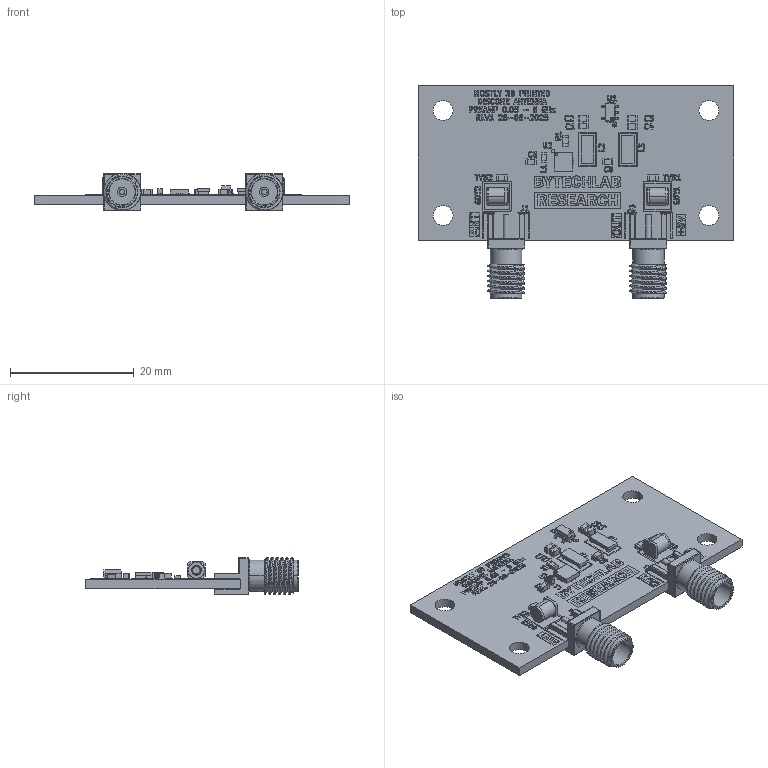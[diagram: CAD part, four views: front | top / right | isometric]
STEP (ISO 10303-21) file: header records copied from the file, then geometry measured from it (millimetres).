
FILE_DESCRIPTION(('KiCad electronic assembly'),'2;1');
FILE_NAME('PREAMP_PCB.step','2025-08-13T23:08:27',('Pcbnew'),('Kicad'), 'Open CASCADE STEP processor 7.9','KiCad to STEP converter','Unknown' );
FILE_SCHEMA(('AUTOMOTIVE_DESIGN { 1 0 10303 214 1 1 1 1 }'));
Length unit declared in the file: millimetre
Products named in the file (32): PREAMP_PCB 1; kicad_embedded_AF53ECB398E4EB83F4DB7513C7E66ADB; kicad_embedded_58FAB470A1E653965DBA7634B3A30C80; kicad_embedded_1C9C9A1E310F6A3E4F7E73613D0DE863; kicad_embedded_B6F5508EADCC2CC228289B67A1678EBE; Body; ThermalPin; PinsArrayLR; PinsArrayTB; kicad_embedded_97E8DD9E3C95D06D5F928557DB7F59B4; kicad_embedded_E3F4CA87D5B743FA4485FD5496ABCF2D; kicad_embedded_718FAD33851AB51843FA9FAC90BBF0B5; Rect1; Rect2; Rect3; Rect4; Rect5; Rect6; Rect7; Rect8; Rect9; Rect10; Rect11; Rect12; Rect13; Rect14; Rect15; Rect16; Rect17; kicad_embedded_CC80B7AC80E2613677E769BE56643C0D; PREAMP_PCB_silkscreen; PREAMP_PCB_PCB
Assembly tree (41 placements, depth 3):
  PREAMP_PCB 1
    kicad_embedded_AF53ECB398E4EB83F4DB7513C7E66ADB  x2
    kicad_embedded_58FAB470A1E653965DBA7634B3A30C80  x6
    kicad_embedded_1C9C9A1E310F6A3E4F7E73613D0DE863  x2
    kicad_embedded_B6F5508EADCC2CC228289B67A1678EBE
      Body
      ThermalPin
      PinsArrayLR
      PinsArrayTB
    kicad_embedded_97E8DD9E3C95D06D5F928557DB7F59B4  x2
    kicad_embedded_E3F4CA87D5B743FA4485FD5496ABCF2D  x3
    kicad_embedded_718FAD33851AB51843FA9FAC90BBF0B5
      Rect1
      Rect2
      Rect3
      Rect4
      Rect5
      Rect6
      Rect7
      Rect8
      Rect9
      Rect10
      Rect11
      Rect12
      Rect13
      Rect14
      Rect15
      Rect16
      Rect17
    kicad_embedded_CC80B7AC80E2613677E769BE56643C0D
    PREAMP_PCB_silkscreen
    PREAMP_PCB_PCB
Bounding box: 51 x 34.38 x 6.05 mm (x, y, z)
Volume: 2341.6 mm3; surface area: 4130.8 mm2
Topology: 48 solids, 189 shells, 1023 faces, 5530 edges, 4740 vertices
Faces by surface type: plane 712, cylinder 205, torus 54, sphere 38, bspline 14
Full cylindrical faces by diameter (mm): 0.375 x1, 3.2 x4
Entity records: 48383 total; most frequent: CARTESIAN_POINT 11192, DIRECTION 6833, ORIENTED_EDGE 5840, EDGE_CURVE 4671, VERTEX_POINT 4233, LINE 3797, VECTOR 3797, AXIS2_PLACEMENT_3D 1518
